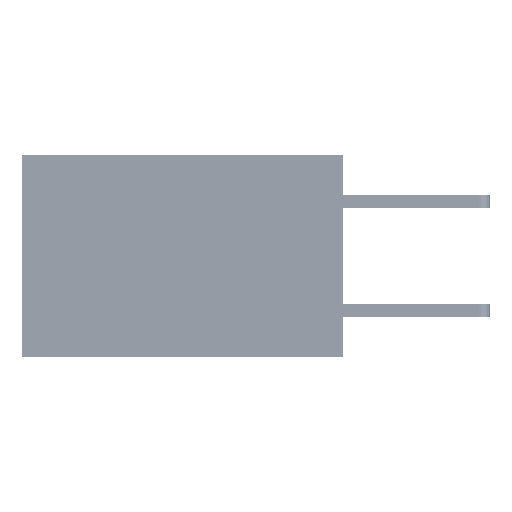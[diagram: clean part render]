
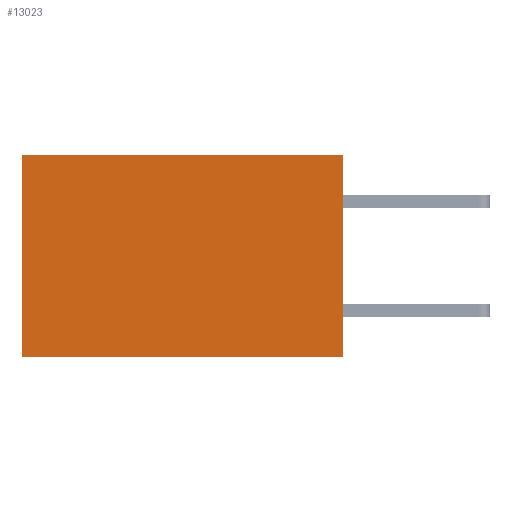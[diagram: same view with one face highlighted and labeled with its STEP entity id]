
A CAD part, left-side view. The second image highlights one B-rep face of the part: STEP entity #13023.
In plain terms, the highlighted planar face has unit normal (-1, 0, 0).
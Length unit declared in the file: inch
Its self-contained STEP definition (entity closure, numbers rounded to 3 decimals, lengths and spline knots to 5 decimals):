
#498 = CARTESIAN_POINT ( 'NONE',  ( 0.277, 0., -0.37 ) ) ;
#794 = CARTESIAN_POINT ( 'NONE',  ( 0.277, 0., -0.37 ) ) ;
#1131 = CARTESIAN_POINT ( 'NONE',  ( 0.277, 0., 0. ) ) ;
#1786 = VECTOR ( 'NONE', #17170, 39.37008 ) ;
#4342 = LINE ( 'NONE', #14342, #5167 ) ;
#5167 = VECTOR ( 'NONE', #26767, 39.37008 ) ;
#5519 = CARTESIAN_POINT ( 'NONE',  ( 0.277, 0.59, 0. ) ) ;
#6084 = PLANE ( 'NONE',  #17651 ) ;
#7798 = VERTEX_POINT ( 'NONE', #1131 ) ;
#8671 = LINE ( 'NONE', #498, #28615 ) ;
#9303 = CARTESIAN_POINT ( 'NONE',  ( 0.277, 0., -0.37 ) ) ;
#10932 = EDGE_CURVE ( 'NONE', #7798, #23563, #4342, .T. ) ;
#11425 = VERTEX_POINT ( 'NONE', #23472 ) ;
#11497 = DIRECTION ( 'NONE',  ( 0., 0., -1. ) ) ;
#11822 = EDGE_LOOP ( 'NONE', ( #27903, #21521, #23455, #13347 ) ) ;
#13023 = ADVANCED_FACE ( 'NONE', ( #16259 ), #6084, .F. ) ;
#13347 = ORIENTED_EDGE ( 'NONE', *, *, #10932, .T. ) ;
#14342 = CARTESIAN_POINT ( 'NONE',  ( 0.277, 0., 0. ) ) ;
#14641 = LINE ( 'NONE', #33515, #29190 ) ;
#16259 = FACE_OUTER_BOUND ( 'NONE', #11822, .T. ) ;
#16361 = DIRECTION ( 'NONE',  ( 0., 1., 0. ) ) ;
#17170 = DIRECTION ( 'NONE',  ( 0., 0., -1. ) ) ;
#17651 = AXIS2_PLACEMENT_3D ( 'NONE', #794, #27011, #11497 ) ;
#17836 = VERTEX_POINT ( 'NONE', #20694 ) ;
#20694 = CARTESIAN_POINT ( 'NONE',  ( 0.277, 0., -0.37 ) ) ;
#21004 = EDGE_CURVE ( 'NONE', #23563, #11425, #14641, .T. ) ;
#21521 = ORIENTED_EDGE ( 'NONE', *, *, #30518, .F. ) ;
#23455 = ORIENTED_EDGE ( 'NONE', *, *, #33649, .F. ) ;
#23472 = CARTESIAN_POINT ( 'NONE',  ( 0.277, 0.59, -0.37 ) ) ;
#23563 = VERTEX_POINT ( 'NONE', #5519 ) ;
#25141 = LINE ( 'NONE', #9303, #1786 ) ;
#26767 = DIRECTION ( 'NONE',  ( 0., 1., 0. ) ) ;
#27011 = DIRECTION ( 'NONE',  ( 1., 0., 0. ) ) ;
#27903 = ORIENTED_EDGE ( 'NONE', *, *, #21004, .T. ) ;
#28615 = VECTOR ( 'NONE', #16361, 39.37008 ) ;
#29190 = VECTOR ( 'NONE', #30968, 39.37008 ) ;
#30518 = EDGE_CURVE ( 'NONE', #17836, #11425, #8671, .T. ) ;
#30968 = DIRECTION ( 'NONE',  ( 0., 0., -1. ) ) ;
#33515 = CARTESIAN_POINT ( 'NONE',  ( 0.277, 0.59, -0.37 ) ) ;
#33649 = EDGE_CURVE ( 'NONE', #7798, #17836, #25141, .T. ) ;
